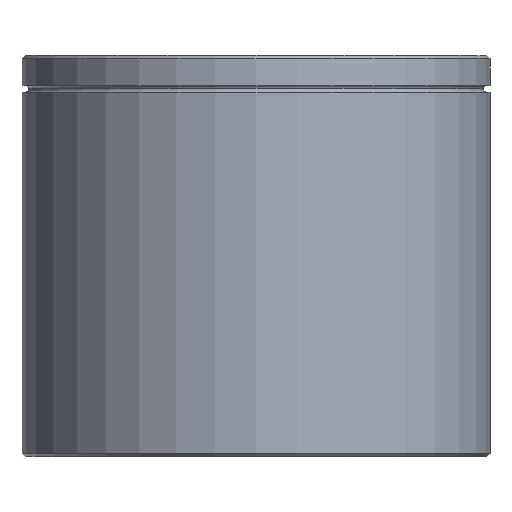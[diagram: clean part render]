
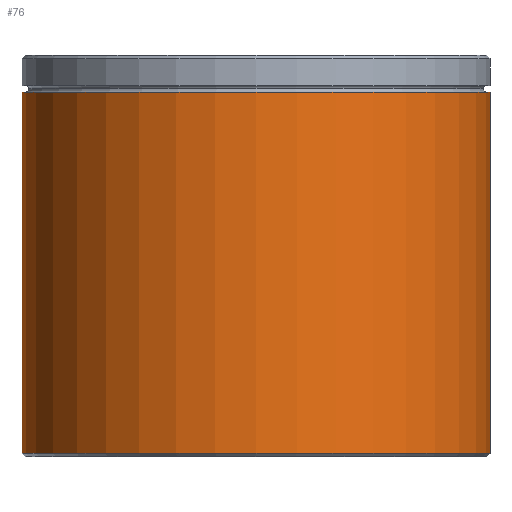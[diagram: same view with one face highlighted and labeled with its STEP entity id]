
A CAD part, front view. The second image highlights one B-rep face of the part: STEP entity #76.
In plain terms, the highlighted cylindrical face has radius 35 mm (diameter 70 mm), a partial arc.
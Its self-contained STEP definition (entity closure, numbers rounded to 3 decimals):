
#13 = EDGE_CURVE ( 'NONE', #373, #309, #398, .T. ) ;
#17 = ORIENTED_EDGE ( 'NONE', *, *, #13, .T. ) ;
#18 = CARTESIAN_POINT ( 'NONE',  ( 35., 0., -59.5 ) ) ;
#47 = ORIENTED_EDGE ( 'NONE', *, *, #330, .F. ) ;
#55 = CARTESIAN_POINT ( 'NONE',  ( -35., 0., -5.5 ) ) ;
#65 = DIRECTION ( 'NONE',  ( 0., 0., 1. ) ) ;
#69 = CARTESIAN_POINT ( 'NONE',  ( 0., 0., -59.5 ) ) ;
#76 = ADVANCED_FACE ( 'NONE', ( #118 ), #288, .T. ) ;
#80 = LINE ( 'NONE', #423, #519 ) ;
#81 = EDGE_CURVE ( 'NONE', #309, #209, #80, .T. ) ;
#84 = CARTESIAN_POINT ( 'NONE',  ( 35., 0., -5.5 ) ) ;
#96 = ORIENTED_EDGE ( 'NONE', *, *, #81, .T. ) ;
#118 = FACE_OUTER_BOUND ( 'NONE', #140, .T. ) ;
#126 = LINE ( 'NONE', #392, #451 ) ;
#140 = EDGE_LOOP ( 'NONE', ( #342, #17, #96, #47 ) ) ;
#147 = DIRECTION ( 'NONE',  ( 1., 0., 0. ) ) ;
#158 = DIRECTION ( 'NONE',  ( 0., 0., 1. ) ) ;
#165 = DIRECTION ( 'NONE',  ( -1., 0., 0. ) ) ;
#195 = CARTESIAN_POINT ( 'NONE',  ( -35., 0., -59.5 ) ) ;
#209 = VERTEX_POINT ( 'NONE', #84 ) ;
#248 = CARTESIAN_POINT ( 'NONE',  ( 0., 0., 0. ) ) ;
#263 = DIRECTION ( 'NONE',  ( 0., 0., 1. ) ) ;
#288 = CYLINDRICAL_SURFACE ( 'NONE', #407, 35. ) ;
#309 = VERTEX_POINT ( 'NONE', #18 ) ;
#321 = CARTESIAN_POINT ( 'NONE',  ( 0., 0., -5.5 ) ) ;
#329 = VERTEX_POINT ( 'NONE', #55 ) ;
#330 = EDGE_CURVE ( 'NONE', #329, #209, #480, .T. ) ;
#342 = ORIENTED_EDGE ( 'NONE', *, *, #465, .F. ) ;
#373 = VERTEX_POINT ( 'NONE', #195 ) ;
#392 = CARTESIAN_POINT ( 'NONE',  ( -35., 0., 0. ) ) ;
#398 = CIRCLE ( 'NONE', #559, 35. ) ;
#407 = AXIS2_PLACEMENT_3D ( 'NONE', #248, #424, #520 ) ;
#423 = CARTESIAN_POINT ( 'NONE',  ( 35., 0., 0. ) ) ;
#424 = DIRECTION ( 'NONE',  ( 0., 0., 1. ) ) ;
#433 = AXIS2_PLACEMENT_3D ( 'NONE', #321, #65, #147 ) ;
#451 = VECTOR ( 'NONE', #263, 1000. ) ;
#465 = EDGE_CURVE ( 'NONE', #373, #329, #126, .T. ) ;
#480 = CIRCLE ( 'NONE', #433, 35. ) ;
#517 = DIRECTION ( 'NONE',  ( 0., 0., 1. ) ) ;
#519 = VECTOR ( 'NONE', #517, 1000. ) ;
#520 = DIRECTION ( 'NONE',  ( 1., 0., 0. ) ) ;
#559 = AXIS2_PLACEMENT_3D ( 'NONE', #69, #158, #165 ) ;
